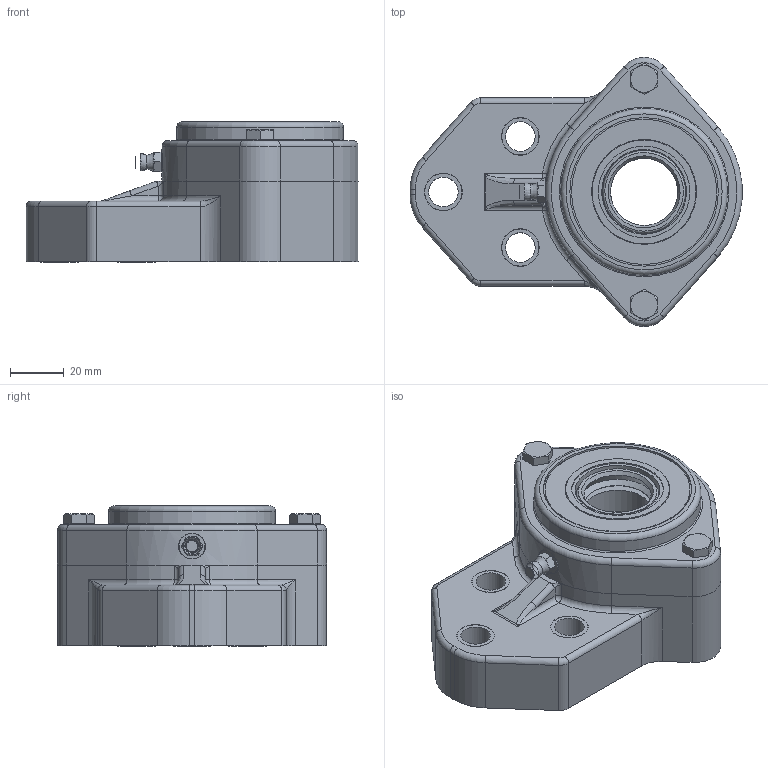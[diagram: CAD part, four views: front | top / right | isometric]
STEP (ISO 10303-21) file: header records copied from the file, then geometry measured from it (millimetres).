
FILE_DESCRIPTION(/* description */ (''),/* implementation_level */ '2;1');
FILE_NAME(/* name */ 'NGB25F31.stp',/* time_stamp */ '2024-09-27T08:02:29+02:00',/* author */ ('rkk'),/* organization */ (''),/* preprocessor_version */ 'ST-DEVELOPER v19.2',/* originating_system */ 'Autodesk Inventor 2023',/* authorisation */ '');
FILE_SCHEMA (('AUTOMOTIVE_DESIGN { 1 0 10303 214 3 1 1 }'));
Length unit declared in the file: millimetre
Products named in the file (1): Part11
Bounding box: 123.38 x 100 x 52.15 mm (x, y, z)
Volume: 246182.6 mm3; surface area: 67698.8 mm2
Topology: 6 solids, 17 shells, 379 faces, 881 edges, 556 vertices
Faces by surface type: cylinder 131, plane 130, cone 57, torus 44, bspline 10, sphere 7
Full cylindrical faces by diameter (mm): 2.4 x1, 3 x4, 4.917 x2, 5.459 x2, 6 x4, 6.5 x2, 8 x1, 8.7 x2, 9 x2, 11 x3, 14 x3, 25 x2, 29.2 x2, 30.5 x2, 31.5 x2, 32.87 x2, 34 x2, 34.45 x1, 35 x3, 37.5 x1, 38.6 x1, 39 x1, 42.35 x1, 43.93 x4, 54 x2, 55.2 x1, 60.5 x2, 62 x1, 67 x2, 69.8 x2
Entity records: 12423 total; most frequent: CARTESIAN_POINT 3011, DIRECTION 1980, ORIENTED_EDGE 1772, EDGE_CURVE 886, AXIS2_PLACEMENT_3D 846, VERTEX_POINT 585, CIRCLE 468, EDGE_LOOP 462
